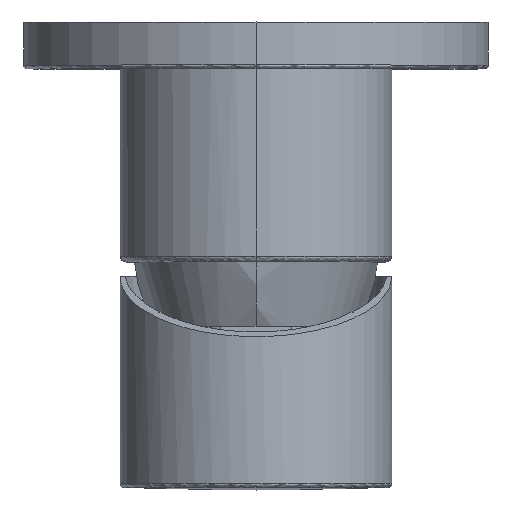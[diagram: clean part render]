
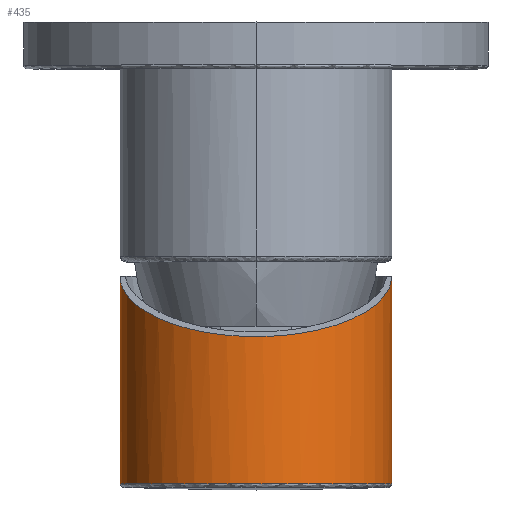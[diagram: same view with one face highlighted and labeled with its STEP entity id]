
A CAD part, top view. The second image highlights one B-rep face of the part: STEP entity #435.
In plain terms, the highlighted cylindrical face has radius 19 mm (diameter 38 mm), a partial arc.
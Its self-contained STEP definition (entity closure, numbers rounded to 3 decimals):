
#435=ADVANCED_FACE('',(#833),#6317,.T.);
#833=FACE_OUTER_BOUND('',#1261,.T.);
#1261=EDGE_LOOP('',(#2864,#2865,#2866,#2867));
#2864=ORIENTED_EDGE('',*,*,#4093,.T.);
#2865=ORIENTED_EDGE('',*,*,#3493,.F.);
#2866=ORIENTED_EDGE('',*,*,#4087,.T.);
#2867=ORIENTED_EDGE('',*,*,#3495,.F.);
#3493=EDGE_CURVE('',#5428,#5426,#4400,.T.);
#3495=EDGE_CURVE('',#5430,#5429,#4401,.T.);
#4087=EDGE_CURVE('',#5428,#5429,#4939,.T.);
#4093=EDGE_CURVE('',#5430,#5426,#5218,.T.);
#4400=B_SPLINE_CURVE_WITH_KNOTS('',1,(#11930,#11931),.UNSPECIFIED.,.F.,
 .F.,(2,2),(-29.018,0.),.UNSPECIFIED.);
#4401=B_SPLINE_CURVE_WITH_KNOTS('',1,(#11937,#11938),.UNSPECIFIED.,.F.,
 .F.,(2,2),(-29.018,0.),.UNSPECIFIED.);
#4939=B_SPLINE_CURVE_WITH_KNOTS('',3,(#13603,#13604,#13605,#13606,#13607,
#13608,#13609,#13610,#13611,#13612,#13613,#13614,#13615,#13616,#13617,#13618,
#13619,#13620,#13621),.UNSPECIFIED.,.F.,.F.,(4,1,1,1,1,1,1,1,1,1,1,1,1,
1,1,1,4),(0.,7.863,11.794,15.725,19.656,
23.588,27.519,29.485,31.45,33.416,
35.382,39.313,43.244,47.176,51.107,
55.038,62.901),.UNSPECIFIED.);
#5218=(
BOUNDED_CURVE()
B_SPLINE_CURVE(2,(#13649,#13650,#13651,#13652,#13653),.UNSPECIFIED.,.F.,
 .F.)
B_SPLINE_CURVE_WITH_KNOTS((3,2,3),(-59.69,-29.845,0.),
 .UNSPECIFIED.)
CURVE()
GEOMETRIC_REPRESENTATION_ITEM()
RATIONAL_B_SPLINE_CURVE((1.,0.707,1.,0.707,1.))
REPRESENTATION_ITEM('')
);
#5426=VERTEX_POINT('',#11504);
#5428=VERTEX_POINT('',#11506);
#5429=VERTEX_POINT('',#11507);
#5430=VERTEX_POINT('',#11508);
#6317=CYLINDRICAL_SURFACE('',#6808,19.);
#6808=AXIS2_PLACEMENT_3D('',#10968,#7154,$);
#7154=DIRECTION('',(0.,1.,0.));
#10968=CARTESIAN_POINT('',(0.,13.509,0.));
#11504=CARTESIAN_POINT('',(0.,28.018,-19.));
#11506=CARTESIAN_POINT('',(0.,-1.,-19.));
#11507=CARTESIAN_POINT('',(0.,-1.,19.));
#11508=CARTESIAN_POINT('',(0.,28.018,19.));
#11930=CARTESIAN_POINT('',(0.,-1.,-19.));
#11931=CARTESIAN_POINT('',(0.,28.018,-19.));
#11937=CARTESIAN_POINT('',(0.,28.018,19.));
#11938=CARTESIAN_POINT('',(0.,-1.,19.));
#13603=CARTESIAN_POINT('',(0.,-1.,-19.));
#13604=CARTESIAN_POINT('',(-2.239,-0.003,-19.));
#13605=CARTESIAN_POINT('',(-5.866,1.612,-18.385));
#13606=CARTESIAN_POINT('',(-10.459,3.657,-16.023));
#13607=CARTESIAN_POINT('',(-13.532,5.025,-13.532));
#13608=CARTESIAN_POINT('',(-16.023,6.134,-10.459));
#13609=CARTESIAN_POINT('',(-17.793,6.922,-7.015));
#13610=CARTESIAN_POINT('',(-18.633,7.296,-4.04));
#13611=CARTESIAN_POINT('',(-18.95,7.437,-1.697));
#13612=CARTESIAN_POINT('',(-19.025,7.47,0.));
#13613=CARTESIAN_POINT('',(-18.95,7.437,1.697));
#13614=CARTESIAN_POINT('',(-18.633,7.296,4.04));
#13615=CARTESIAN_POINT('',(-17.793,6.922,7.015));
#13616=CARTESIAN_POINT('',(-16.023,6.134,10.459));
#13617=CARTESIAN_POINT('',(-13.532,5.025,13.532));
#13618=CARTESIAN_POINT('',(-10.459,3.657,16.023));
#13619=CARTESIAN_POINT('',(-5.866,1.612,18.385));
#13620=CARTESIAN_POINT('',(-2.239,-0.003,19.));
#13621=CARTESIAN_POINT('',(0.,-1.,19.));
#13649=CARTESIAN_POINT('',(0.,28.018,19.));
#13650=CARTESIAN_POINT('',(-19.,28.018,19.));
#13651=CARTESIAN_POINT('',(-19.,28.018,0.));
#13652=CARTESIAN_POINT('',(-19.,28.018,-19.));
#13653=CARTESIAN_POINT('',(0.,28.018,-19.));
